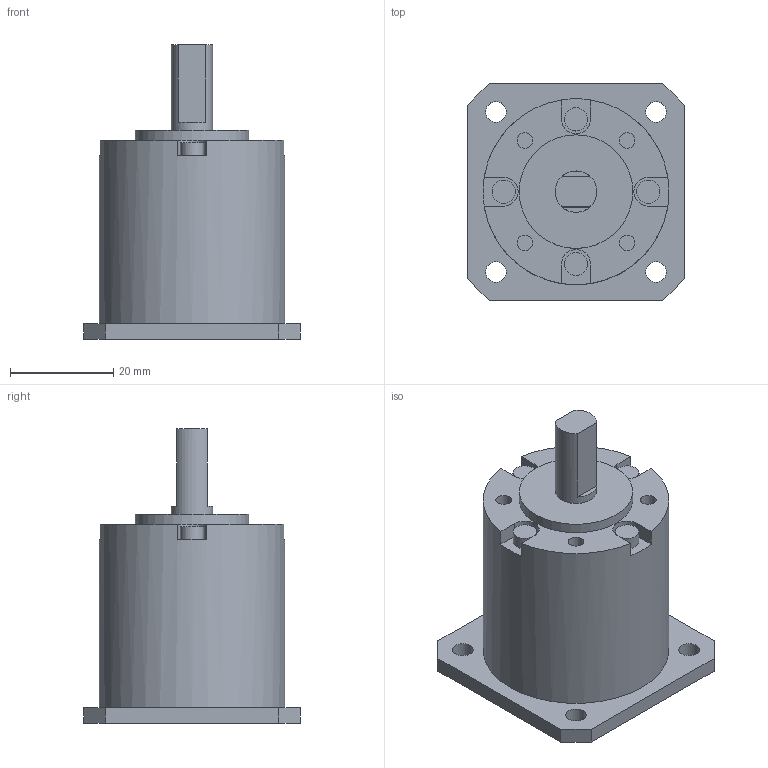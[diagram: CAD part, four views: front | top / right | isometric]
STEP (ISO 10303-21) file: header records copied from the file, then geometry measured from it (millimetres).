
FILE_DESCRIPTION(/* description */ (''),/* implementation_level */ '2;1');
FILE_NAME(/* name */ 'nema 17 planetray gearbox v5.step',/* time_stamp */ '2024-05-28T16:39:32+02:00',/* author */ (''),/* organization */ (''),/* preprocessor_version */ 'ST-DEVELOPER v20',/* originating_system */ 'Autodesk Translation Framework v13.14.0.145',/* authorisation */ '');
FILE_SCHEMA (('AUTOMOTIVE_DESIGN { 1 0 10303 214 3 1 1 }'));
Length unit declared in the file: millimetre
Products named in the file (1): nema 17 planetray gearbox
Bounding box: 42 x 42 x 57 mm (x, y, z)
Volume: 41069.3 mm3; surface area: 9490.4 mm2
Topology: 2 solids, 2 shells, 59 faces, 132 edges, 88 vertices
Faces by surface type: plane 39, cylinder 20
Full cylindrical faces by diameter (mm): 3 x4, 4 x4, 4.5 x4, 8 x1, 12 x1, 22 x1, 36 x1
Entity records: 1720 total; most frequent: DIRECTION 304, CARTESIAN_POINT 280, ORIENTED_EDGE 264, EDGE_CURVE 132, AXIS2_PLACEMENT_3D 112, VERTEX_POINT 88, LINE 80, VECTOR 80
